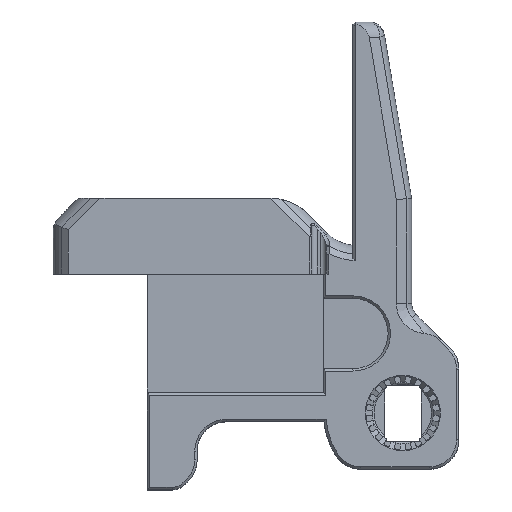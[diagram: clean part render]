
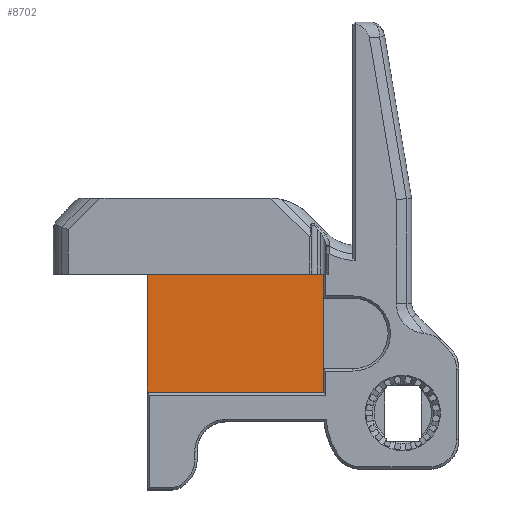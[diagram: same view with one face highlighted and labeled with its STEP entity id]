
A CAD part, top view. The second image highlights one B-rep face of the part: STEP entity #8702.
In plain terms, the highlighted planar face has unit normal (0, 0, 1).
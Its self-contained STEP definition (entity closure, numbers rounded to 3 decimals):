
#875=FACE_OUTER_BOUND('',#1418,.T.);
#1418=EDGE_LOOP('',(#6952,#6953,#6954,#6955));
#2100=LINE('',#12358,#2757);
#2478=LINE('',#16749,#3135);
#2495=LINE('',#16813,#3152);
#2496=LINE('',#16814,#3153);
#2757=VECTOR('',#9905,1000.);
#3135=VECTOR('',#11187,1000.);
#3152=VECTOR('',#11226,1000.);
#3153=VECTOR('',#11227,1000.);
#3414=VERTEX_POINT('',#12356);
#3415=VERTEX_POINT('',#12357);
#4033=VERTEX_POINT('',#16747);
#4055=VERTEX_POINT('',#16812);
#4248=EDGE_CURVE('',#3414,#3415,#2100,.T.);
#5091=EDGE_CURVE('',#4033,#3415,#2478,.T.);
#5116=EDGE_CURVE('',#4033,#4055,#2495,.T.);
#5117=EDGE_CURVE('',#4055,#3414,#2496,.T.);
#6952=ORIENTED_EDGE('',*,*,#4248,.T.);
#6953=ORIENTED_EDGE('',*,*,#5091,.F.);
#6954=ORIENTED_EDGE('',*,*,#5116,.T.);
#6955=ORIENTED_EDGE('',*,*,#5117,.T.);
#8368=PLANE('',#9467);
#8702=ADVANCED_FACE('',(#875),#8368,.T.);
#9467=AXIS2_PLACEMENT_3D('',#16811,#11224,#11225);
#9905=DIRECTION('',(-1.,0.,0.));
#11187=DIRECTION('',(0.,1.,0.));
#11224=DIRECTION('center_axis',(0.,0.,1.));
#11225=DIRECTION('ref_axis',(-1.,0.,0.));
#11226=DIRECTION('',(1.,0.,0.));
#11227=DIRECTION('',(0.,1.,0.));
#12356=CARTESIAN_POINT('',(80.,163.1,0.));
#12357=CARTESIAN_POINT('',(50.,163.1,0.));
#12358=CARTESIAN_POINT('',(38.5,163.1,0.));
#16747=CARTESIAN_POINT('',(50.,142.9,0.));
#16749=CARTESIAN_POINT('',(50.,153.,0.));
#16811=CARTESIAN_POINT('Origin',(22.5,104.3,0.));
#16812=CARTESIAN_POINT('',(80.,142.9,0.));
#16813=CARTESIAN_POINT('',(65.,142.9,0.));
#16814=CARTESIAN_POINT('',(80.,153.,0.));
